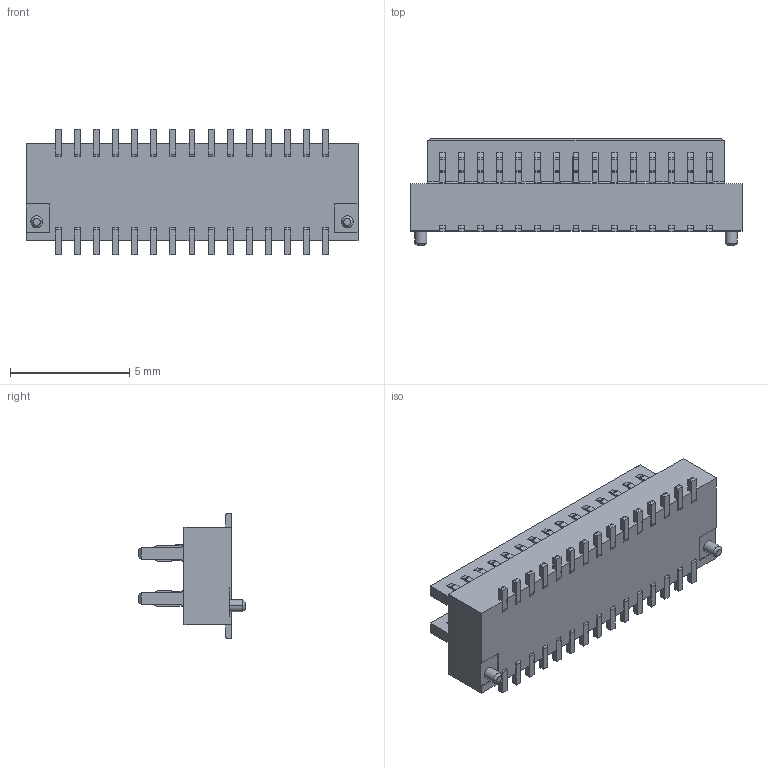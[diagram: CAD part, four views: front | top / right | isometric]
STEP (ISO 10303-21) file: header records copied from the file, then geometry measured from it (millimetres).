
FILE_DESCRIPTION( ('This file contains a STEP AP42 implementation' ,'as created by ZW3D STEP Interface translator.') ,'2;1' );
FILE_NAME( '3610-PXXX-020XXR01.stp' ,'23 316.202817', (''), ('ZWCAD Software Co.'), 'Version 1.0', 'ZW3D to STEP translator', '' );
FILE_SCHEMA(('AUTOMOTIVE_DESIGN { 1 0 10303 214 1 1 1 1 }'));
Length unit declared in the file: millimetre
Products named in the file (2): 0; 3610-PXXX-020XXR01
Bounding box: 13.9 x 4.47 x 5.25 mm (x, y, z)
Surface area: 308 mm2 (no closed solid volume)
Topology: 0 solids, 1 shells, 1012 faces, 2908 edges, 1889 vertices
Faces by surface type: plane 702, cylinder 184, bspline 120, cone 6
Entity records: 34344 total; most frequent: CARTESIAN_POINT 7359, ORIENTED_EDGE 5808, DIRECTION 4855, EDGE_CURVE 2902, VECTOR 2243, LINE 2243, VERTEX_POINT 1890, AXIS2_PLACEMENT_3D 1306
